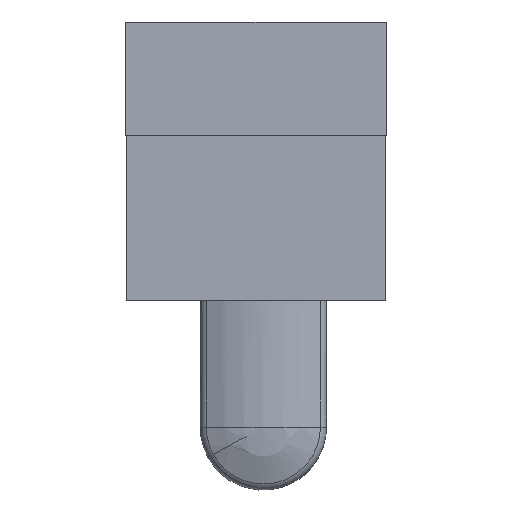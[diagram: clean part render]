
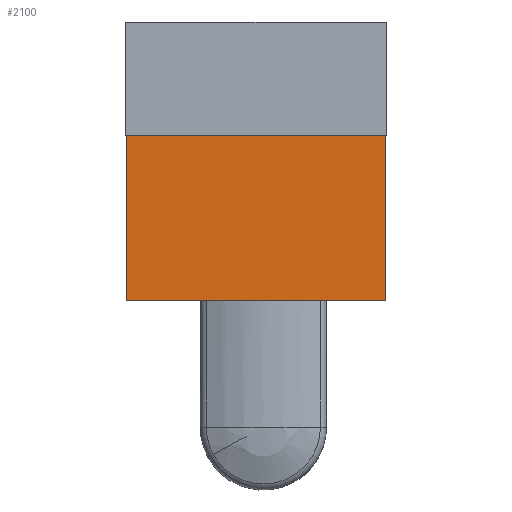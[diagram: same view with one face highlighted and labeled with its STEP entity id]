
A CAD part, front view. The second image highlights one B-rep face of the part: STEP entity #2100.
In plain terms, the highlighted planar face has unit normal (0, -1, 0).
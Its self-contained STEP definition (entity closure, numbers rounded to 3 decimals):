
#2087=AXIS2_PLACEMENT_3D('Plane Axis2P3D',#2084,#2085,#2086) ;
#1918=CARTESIAN_POINT('Vertex',(35.317,78.,-29.018)) ;
#1921=CARTESIAN_POINT('Line Origine',(0.,78.,-29.018)) ;
#1925=CARTESIAN_POINT('Vertex',(-35.317,78.,-29.018)) ;
#2020=CARTESIAN_POINT('Vertex',(35.317,78.,16.)) ;
#2023=CARTESIAN_POINT('Line Origine',(35.317,78.,8.891)) ;
#2049=CARTESIAN_POINT('Line Origine',(-35.317,78.,8.891)) ;
#2053=CARTESIAN_POINT('Vertex',(-35.317,78.,16.)) ;
#2084=CARTESIAN_POINT('Axis2P3D Location',(0.,78.,16.)) ;
#2089=CARTESIAN_POINT('Line Origine',(0.,78.,16.)) ;
#1922=DIRECTION('Vector Direction',(1.,0.,0.)) ;
#2024=DIRECTION('Vector Direction',(0.,0.,1.)) ;
#2050=DIRECTION('Vector Direction',(0.,0.,1.)) ;
#2085=DIRECTION('Axis2P3D Direction',(0.,-1.,0.)) ;
#2086=DIRECTION('Axis2P3D XDirection',(0.,0.,-1.)) ;
#2090=DIRECTION('Vector Direction',(1.,0.,0.)) ;
#1923=VECTOR('Line Direction',#1922,1.) ;
#2025=VECTOR('Line Direction',#2024,1.) ;
#2051=VECTOR('Line Direction',#2050,1.) ;
#2091=VECTOR('Line Direction',#2090,1.) ;
#2095=ORIENTED_EDGE('',*,*,#1927,.T.) ;
#2096=ORIENTED_EDGE('',*,*,#2027,.F.) ;
#2097=ORIENTED_EDGE('',*,*,#2093,.F.) ;
#2098=ORIENTED_EDGE('',*,*,#2055,.F.) ;
#2100=ADVANCED_FACE('Maniglia rotante rinviata lunghezza minima',(#2099),#2088,.T.) ;
#1927=EDGE_CURVE('',#1926,#1919,#1924,.T.) ;
#2027=EDGE_CURVE('',#2021,#1919,#2026,.F.) ;
#2055=EDGE_CURVE('',#1926,#2054,#2052,.T.) ;
#2093=EDGE_CURVE('',#2054,#2021,#2092,.T.) ;
#2094=EDGE_LOOP('',(#2095,#2096,#2097,#2098)) ;
#2099=FACE_OUTER_BOUND('',#2094,.T.) ;
#1924=LINE('Line',#1921,#1923) ;
#2026=LINE('Line',#2023,#2025) ;
#2052=LINE('Line',#2049,#2051) ;
#2092=LINE('Line',#2089,#2091) ;
#2088=PLANE('',#2087) ;
#1919=VERTEX_POINT('',#1918) ;
#1926=VERTEX_POINT('',#1925) ;
#2021=VERTEX_POINT('',#2020) ;
#2054=VERTEX_POINT('',#2053) ;
